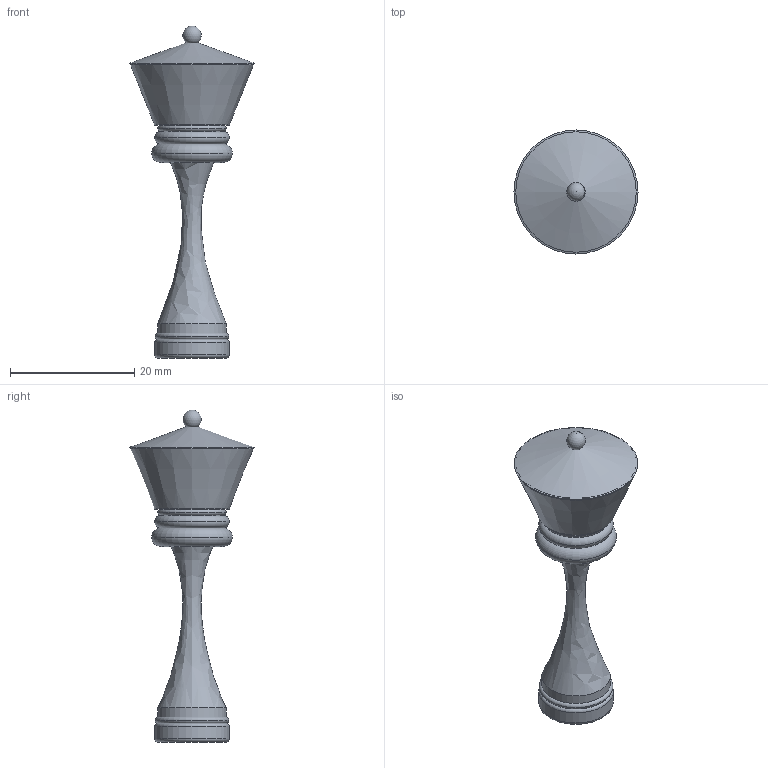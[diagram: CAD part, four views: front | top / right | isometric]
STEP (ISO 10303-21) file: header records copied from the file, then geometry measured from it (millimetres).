
FILE_DESCRIPTION(('HOOPS Exchange Step'),'2;1');
FILE_NAME('temp_export','2024-08-05T12:18:41+08:00',('sharma21'),('Shapr3D Limited'),'HOOPS Exchange 2024.2','Shapr3D','Authorized');
FILE_SCHEMA( ('AUTOMOTIVE_DESIGN { 1 0 10303 214 1 1 1 1 }') );
Length unit declared in the file: millimetre
Products named in the file (1): root
Bounding box: 20 x 20 x 53.5 mm (x, y, z)
Volume: 4356.1 mm3; surface area: 2714 mm2
Topology: 3 solids, 3 shells, 24 faces, 55 edges, 36 vertices
Faces by surface type: torus 13, plane 5, cone 2, cylinder 2, sphere 1, bspline 1
Full cylindrical faces by diameter (mm): 11 x1, 12 x1
Entity records: 778 total; most frequent: CARTESIAN_POINT 183, DIRECTION 144, ORIENTED_EDGE 104, AXIS2_PLACEMENT_3D 70, EDGE_CURVE 52, CIRCLE 46, VERTEX_POINT 36, EDGE_LOOP 26
